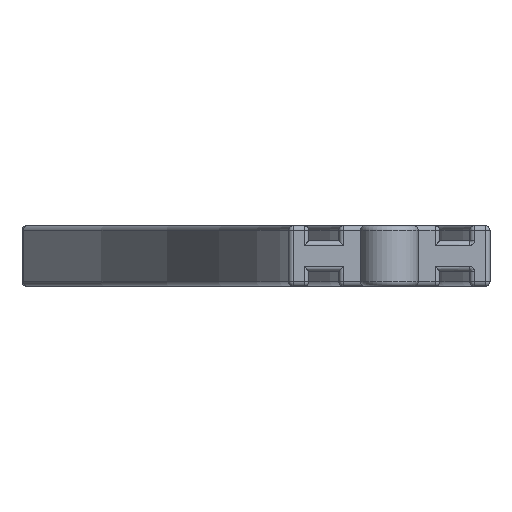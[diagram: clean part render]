
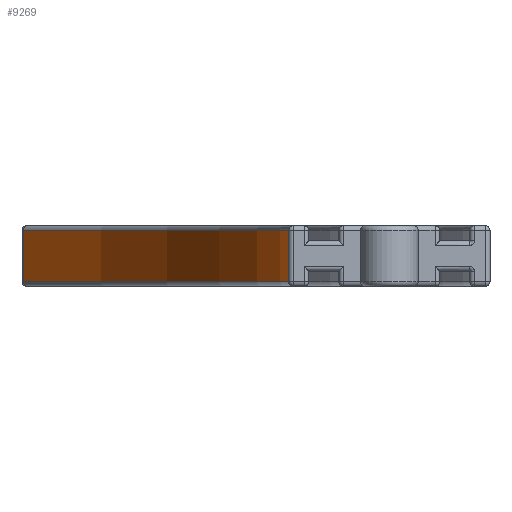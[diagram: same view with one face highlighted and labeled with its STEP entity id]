
A CAD part, front view. The second image highlights one B-rep face of the part: STEP entity #9269.
In plain terms, the highlighted cylindrical face has radius 182 mm (diameter 364 mm), a partial arc.
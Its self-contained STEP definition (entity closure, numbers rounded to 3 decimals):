
#4605 = CYLINDRICAL_SURFACE('',#4606,0.9);
#4606 = AXIS2_PLACEMENT_3D('',#4607,#4608,#4609);
#4607 = CARTESIAN_POINT('',(-19.102,0.9,0.));
#4608 = DIRECTION('',(0.,0.,1.));
#4609 = DIRECTION('',(0.,-1.,0.));
#5281 = CYLINDRICAL_SURFACE('',#5282,0.9);
#5282 = AXIS2_PLACEMENT_3D('',#5283,#5284,#5285);
#5283 = CARTESIAN_POINT('',(-72.035,128.692,0.));
#5284 = DIRECTION('',(0.,0.,1.));
#5285 = DIRECTION('',(-0.707,0.707,0.));
#7680 = VERTEX_POINT('',#7681);
#7681 = CARTESIAN_POINT('',(-20.002,0.896,0.9));
#7703 = EDGE_CURVE('',#7680,#7704,#7706,.T.);
#7704 = VERTEX_POINT('',#7705);
#7705 = CARTESIAN_POINT('',(-20.002,0.896,11.1));
#7706 = SURFACE_CURVE('',#7707,(#7711,#7718),.PCURVE_S1.);
#7707 = LINE('',#7708,#7709);
#7708 = CARTESIAN_POINT('',(-20.002,0.896,0.));
#7709 = VECTOR('',#7710,1.);
#7710 = DIRECTION('',(0.,0.,1.));
#7711 = PCURVE('',#4605,#7712);
#7712 = DEFINITIONAL_REPRESENTATION('',(#7713),#7717);
#7713 = LINE('',#7714,#7715);
#7714 = CARTESIAN_POINT('',(-1.566,0.));
#7715 = VECTOR('',#7716,1.);
#7716 = DIRECTION('',(0.,1.));
#7717 = ( GEOMETRIC_REPRESENTATION_CONTEXT(2) 
PARAMETRIC_REPRESENTATION_CONTEXT() REPRESENTATION_CONTEXT('2D SPACE',''
  ) );
#7718 = PCURVE('',#7719,#7724);
#7719 = CYLINDRICAL_SURFACE('',#7720,182.);
#7720 = AXIS2_PLACEMENT_3D('',#7721,#7722,#7723);
#7721 = CARTESIAN_POINT('',(-202.,0.,0.));
#7722 = DIRECTION('',(0.,0.,-1.));
#7723 = DIRECTION('',(1.,0.,0.));
#7724 = DEFINITIONAL_REPRESENTATION('',(#7725),#7729);
#7725 = LINE('',#7726,#7727);
#7726 = CARTESIAN_POINT('',(-0.005,0.));
#7727 = VECTOR('',#7728,1.);
#7728 = DIRECTION('',(0.,-1.));
#7729 = ( GEOMETRIC_REPRESENTATION_CONTEXT(2) 
PARAMETRIC_REPRESENTATION_CONTEXT() REPRESENTATION_CONTEXT('2D SPACE',''
  ) );
#8442 = VERTEX_POINT('',#8443);
#8443 = CARTESIAN_POINT('',(-72.675,128.059,0.9));
#8465 = EDGE_CURVE('',#8442,#8466,#8468,.T.);
#8466 = VERTEX_POINT('',#8467);
#8467 = CARTESIAN_POINT('',(-72.675,128.059,11.1));
#8468 = SURFACE_CURVE('',#8469,(#8473,#8480),.PCURVE_S1.);
#8469 = LINE('',#8470,#8471);
#8470 = CARTESIAN_POINT('',(-72.675,128.059,0.));
#8471 = VECTOR('',#8472,1.);
#8472 = DIRECTION('',(0.,0.,1.));
#8473 = PCURVE('',#5281,#8474);
#8474 = DEFINITIONAL_REPRESENTATION('',(#8475),#8479);
#8475 = LINE('',#8476,#8477);
#8476 = CARTESIAN_POINT('',(1.566,0.));
#8477 = VECTOR('',#8478,1.);
#8478 = DIRECTION('',(0.,1.));
#8479 = ( GEOMETRIC_REPRESENTATION_CONTEXT(2) 
PARAMETRIC_REPRESENTATION_CONTEXT() REPRESENTATION_CONTEXT('2D SPACE',''
  ) );
#8480 = PCURVE('',#7719,#8481);
#8481 = DEFINITIONAL_REPRESENTATION('',(#8482),#8486);
#8482 = LINE('',#8483,#8484);
#8483 = CARTESIAN_POINT('',(-0.78,0.));
#8484 = VECTOR('',#8485,1.);
#8485 = DIRECTION('',(0.,-1.));
#8486 = ( GEOMETRIC_REPRESENTATION_CONTEXT(2) 
PARAMETRIC_REPRESENTATION_CONTEXT() REPRESENTATION_CONTEXT('2D SPACE',''
  ) );
#9171 = TOROIDAL_SURFACE('',#9172,182.9,0.9);
#9172 = AXIS2_PLACEMENT_3D('',#9173,#9174,#9175);
#9173 = CARTESIAN_POINT('',(-202.,0.,0.9));
#9174 = DIRECTION('',(0.,0.,-1.));
#9175 = DIRECTION('',(1.,0.,0.));
#9258 = TOROIDAL_SURFACE('',#9259,182.9,0.9);
#9259 = AXIS2_PLACEMENT_3D('',#9260,#9261,#9262);
#9260 = CARTESIAN_POINT('',(-202.,0.,11.1));
#9261 = DIRECTION('',(0.,0.,1.));
#9262 = DIRECTION('',(1.,0.,0.));
#9269 = ADVANCED_FACE('',(#9270),#7719,.F.);
#9270 = FACE_BOUND('',#9271,.T.);
#9271 = EDGE_LOOP('',(#9272,#9294,#9295,#9317));
#9272 = ORIENTED_EDGE('',*,*,#9273,.F.);
#9273 = EDGE_CURVE('',#7680,#8442,#9274,.T.);
#9274 = SURFACE_CURVE('',#9275,(#9280,#9287),.PCURVE_S1.);
#9275 = CIRCLE('',#9276,182.);
#9276 = AXIS2_PLACEMENT_3D('',#9277,#9278,#9279);
#9277 = CARTESIAN_POINT('',(-202.,0.,0.9));
#9278 = DIRECTION('',(0.,0.,1.));
#9279 = DIRECTION('',(1.,0.,0.));
#9280 = PCURVE('',#7719,#9281);
#9281 = DEFINITIONAL_REPRESENTATION('',(#9282),#9286);
#9282 = LINE('',#9283,#9284);
#9283 = CARTESIAN_POINT('',(0.,-0.9));
#9284 = VECTOR('',#9285,1.);
#9285 = DIRECTION('',(-1.,0.));
#9286 = ( GEOMETRIC_REPRESENTATION_CONTEXT(2) 
PARAMETRIC_REPRESENTATION_CONTEXT() REPRESENTATION_CONTEXT('2D SPACE',''
  ) );
#9287 = PCURVE('',#9171,#9288);
#9288 = DEFINITIONAL_REPRESENTATION('',(#9289),#9293);
#9289 = LINE('',#9290,#9291);
#9290 = CARTESIAN_POINT('',(0.,3.142));
#9291 = VECTOR('',#9292,1.);
#9292 = DIRECTION('',(-1.,0.));
#9293 = ( GEOMETRIC_REPRESENTATION_CONTEXT(2) 
PARAMETRIC_REPRESENTATION_CONTEXT() REPRESENTATION_CONTEXT('2D SPACE',''
  ) );
#9294 = ORIENTED_EDGE('',*,*,#7703,.T.);
#9295 = ORIENTED_EDGE('',*,*,#9296,.T.);
#9296 = EDGE_CURVE('',#7704,#8466,#9297,.T.);
#9297 = SURFACE_CURVE('',#9298,(#9303,#9310),.PCURVE_S1.);
#9298 = CIRCLE('',#9299,182.);
#9299 = AXIS2_PLACEMENT_3D('',#9300,#9301,#9302);
#9300 = CARTESIAN_POINT('',(-202.,0.,11.1));
#9301 = DIRECTION('',(0.,0.,1.));
#9302 = DIRECTION('',(1.,0.,0.));
#9303 = PCURVE('',#7719,#9304);
#9304 = DEFINITIONAL_REPRESENTATION('',(#9305),#9309);
#9305 = LINE('',#9306,#9307);
#9306 = CARTESIAN_POINT('',(0.,-11.1));
#9307 = VECTOR('',#9308,1.);
#9308 = DIRECTION('',(-1.,0.));
#9309 = ( GEOMETRIC_REPRESENTATION_CONTEXT(2) 
PARAMETRIC_REPRESENTATION_CONTEXT() REPRESENTATION_CONTEXT('2D SPACE',''
  ) );
#9310 = PCURVE('',#9258,#9311);
#9311 = DEFINITIONAL_REPRESENTATION('',(#9312),#9316);
#9312 = LINE('',#9313,#9314);
#9313 = CARTESIAN_POINT('',(0.,3.142));
#9314 = VECTOR('',#9315,1.);
#9315 = DIRECTION('',(1.,0.));
#9316 = ( GEOMETRIC_REPRESENTATION_CONTEXT(2) 
PARAMETRIC_REPRESENTATION_CONTEXT() REPRESENTATION_CONTEXT('2D SPACE',''
  ) );
#9317 = ORIENTED_EDGE('',*,*,#8465,.F.);
